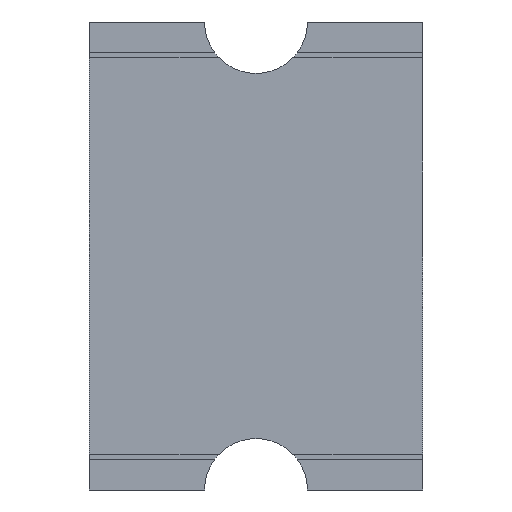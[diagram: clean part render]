
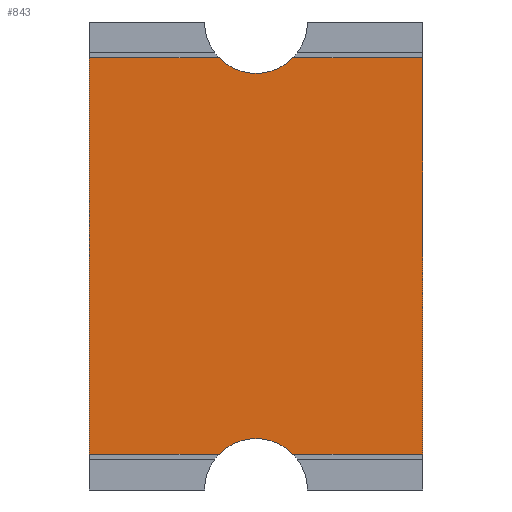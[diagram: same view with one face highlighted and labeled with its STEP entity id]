
A CAD part, front view. The second image highlights one B-rep face of the part: STEP entity #843.
In plain terms, the highlighted planar face has unit normal (0, -1, 0).
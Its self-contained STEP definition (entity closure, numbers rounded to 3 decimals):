
#16=FACE_OUTER_BOUND('',#58,.T.);
#58=EDGE_LOOP('',(#520,#521,#522,#523,#524,#525,#526,#527));
#100=CIRCLE('',#900,0.5);
#101=CIRCLE('',#901,0.5);
#120=LINE('',#1191,#220);
#121=LINE('',#1195,#221);
#122=LINE('',#1197,#222);
#123=LINE('',#1199,#223);
#124=LINE('',#1203,#224);
#125=LINE('',#1204,#225);
#220=VECTOR('',#965,1.263);
#221=VECTOR('',#968,1.263);
#222=VECTOR('',#969,3.85);
#223=VECTOR('',#970,1.263);
#224=VECTOR('',#973,1.263);
#225=VECTOR('',#974,3.85);
#320=VERTEX_POINT('',#1189);
#321=VERTEX_POINT('',#1190);
#322=VERTEX_POINT('',#1192);
#323=VERTEX_POINT('',#1194);
#324=VERTEX_POINT('',#1196);
#325=VERTEX_POINT('',#1198);
#326=VERTEX_POINT('',#1200);
#327=VERTEX_POINT('',#1202);
#400=EDGE_CURVE('',#320,#321,#120,.T.);
#401=EDGE_CURVE('',#322,#321,#100,.T.);
#402=EDGE_CURVE('',#322,#323,#121,.T.);
#403=EDGE_CURVE('',#324,#323,#122,.T.);
#404=EDGE_CURVE('',#325,#324,#123,.T.);
#405=EDGE_CURVE('',#326,#325,#101,.T.);
#406=EDGE_CURVE('',#327,#326,#124,.T.);
#407=EDGE_CURVE('',#320,#327,#125,.T.);
#520=ORIENTED_EDGE('',*,*,#400,.T.);
#521=ORIENTED_EDGE('',*,*,#401,.F.);
#522=ORIENTED_EDGE('',*,*,#402,.T.);
#523=ORIENTED_EDGE('',*,*,#403,.F.);
#524=ORIENTED_EDGE('',*,*,#404,.F.);
#525=ORIENTED_EDGE('',*,*,#405,.F.);
#526=ORIENTED_EDGE('',*,*,#406,.F.);
#527=ORIENTED_EDGE('',*,*,#407,.F.);
#760=PLANE('',#899);
#843=ADVANCED_FACE('',(#16),#760,.F.);
#899=AXIS2_PLACEMENT_3D('',#1188,#963,#964);
#900=AXIS2_PLACEMENT_3D('',#1193,#966,#967);
#901=AXIS2_PLACEMENT_3D('',#1201,#971,#972);
#963=DIRECTION('center_axis',(0.,1.,0.));
#964=DIRECTION('ref_axis',(0.,0.,1.));
#965=DIRECTION('',(1.,0.,0.));
#966=DIRECTION('center_axis',(0.,-1.,0.));
#967=DIRECTION('ref_axis',(0.714,0.,0.7));
#968=DIRECTION('',(1.,0.,0.));
#969=DIRECTION('',(0.,0.,-1.));
#970=DIRECTION('',(1.,0.,0.));
#971=DIRECTION('center_axis',(0.,-1.,0.));
#972=DIRECTION('ref_axis',(-0.714,0.,-0.7));
#973=DIRECTION('',(1.,0.,0.));
#974=DIRECTION('',(0.,0.,1.));
#1188=CARTESIAN_POINT('Origin',(0.,0.,0.));
#1189=CARTESIAN_POINT('',(-1.62,0.,-1.925));
#1190=CARTESIAN_POINT('',(-0.357,0.,-1.925));
#1191=CARTESIAN_POINT('',(-1.62,0.,-1.925));
#1192=CARTESIAN_POINT('',(0.357,0.,-1.925));
#1193=CARTESIAN_POINT('Origin',(0.,0.,-2.275));
#1194=CARTESIAN_POINT('',(1.62,0.,-1.925));
#1195=CARTESIAN_POINT('',(0.357,0.,-1.925));
#1196=CARTESIAN_POINT('',(1.62,0.,1.925));
#1197=CARTESIAN_POINT('',(1.62,0.,1.925));
#1198=CARTESIAN_POINT('',(0.357,0.,1.925));
#1199=CARTESIAN_POINT('',(0.357,0.,1.925));
#1200=CARTESIAN_POINT('',(-0.357,0.,1.925));
#1201=CARTESIAN_POINT('Origin',(0.,0.,2.275));
#1202=CARTESIAN_POINT('',(-1.62,0.,1.925));
#1203=CARTESIAN_POINT('',(-1.62,0.,1.925));
#1204=CARTESIAN_POINT('',(-1.62,0.,-1.925));
